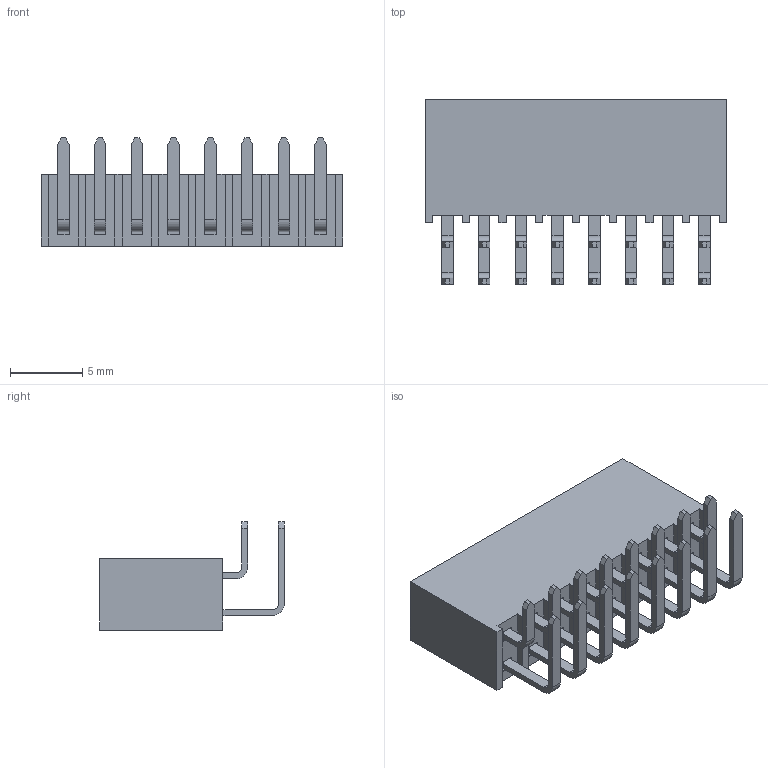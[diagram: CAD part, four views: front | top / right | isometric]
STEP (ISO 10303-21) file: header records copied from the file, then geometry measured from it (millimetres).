
FILE_DESCRIPTION( ( 'STEP AP214' ), ' ' );
FILE_NAME( 'SSW-108-02-S-D-RA.stp', '2017-04-26T05:41:56', ( '' ), ( '' ), ' ', 'PARTsolutions', ' ' );
FILE_SCHEMA( ( 'AUTOMOTIVE_DESIGN { 1 0 10303 214 1 1 1 1 }' ) );
Length unit declared in the file: inch
Products named in the file (3): SSW-108-02-S-D-RA; _SSW-108-02-S-D-RA_terminal; _SSW-108-02-S-D-RA_pin
Assembly tree (2 placements, depth 2):
  SSW-108-02-S-D-RA
    _SSW-108-02-S-D-RA_terminal
    _SSW-108-02-S-D-RA_pin
Bounding box: 20.83 x 12.78 x 7.48 mm (x, y, z)
Volume: 809 mm3; surface area: 1515.5 mm2
Topology: 2 solids, 2 shells, 284 faces, 792 edges, 528 vertices
Faces by surface type: plane 252, cylinder 32
Entity records: 11370 total; most frequent: CARTESIAN_POINT 1607, ORIENTED_EDGE 1584, DIRECTION 1430, EDGE_CURVE 792, LINE 728, VECTOR 728, VERTEX_POINT 528, AXIS2_PLACEMENT_3D 351
